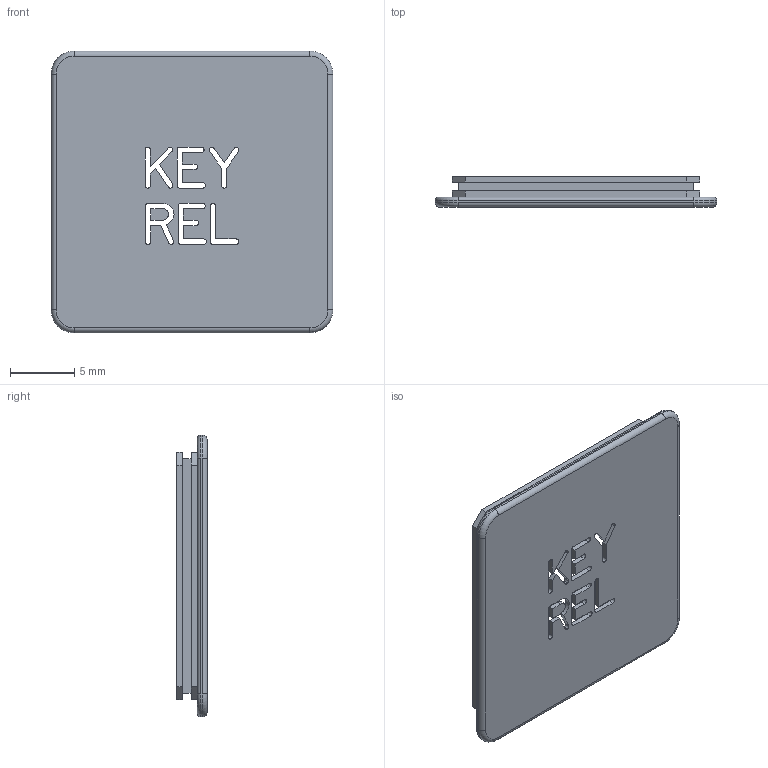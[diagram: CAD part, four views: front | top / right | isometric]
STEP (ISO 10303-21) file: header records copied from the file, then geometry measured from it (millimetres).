
FILE_DESCRIPTION (( 'STEP AP203' ), '1' );
FILE_NAME ('1005022-006.STEP', '2021-03-03T12:07:11', ( '' ), ( '' ), 'SwSTEP 2.0', 'SolidWorks 2019', '' );
FILE_SCHEMA (( 'CONFIG_CONTROL_DESIGN' ));
Length unit declared in the file: inch
Products named in the file (1): 1005022-006
Bounding box: 21.84 x 2.36 x 21.84 mm (x, y, z)
Volume: 568.5 mm3; surface area: 1228.5 mm2
Topology: 2 solids, 2 shells, 160 faces, 426 edges, 272 vertices
Faces by surface type: plane 91, bspline 49, cylinder 12, torus 8
Entity records: 6621 total; most frequent: CARTESIAN_POINT 2868, ORIENTED_EDGE 852, DIRECTION 584, EDGE_CURVE 426, LINE 296, VECTOR 296, VERTEX_POINT 272, EDGE_LOOP 174
